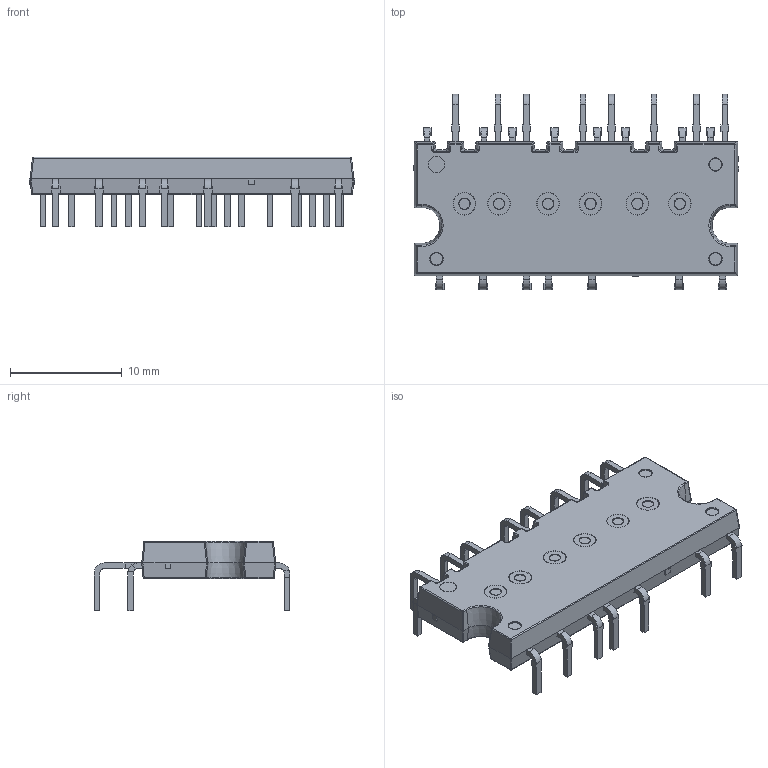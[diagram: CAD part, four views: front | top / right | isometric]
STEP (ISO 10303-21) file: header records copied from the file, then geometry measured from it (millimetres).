
FILE_DESCRIPTION(/* description */ (''),/* implementation_level */ '2;1');
FILE_NAME(/* name */ 'PG-DIP-23-5_Z8B00231620_V04_3D.stp',/* time_stamp */ '2022-06-15T17:07:21+06:00',/* author */ ('janartha'),/* organization */ (''),/* preprocessor_version */ 'ST-DEVELOPER v16.13',/* originating_system */ 'AutoCAD Mechanical',/* authorisation */ '');
FILE_SCHEMA (('AUTOMOTIVE_DESIGN { 1 0 10303 214 3 1 1 }'));
Length unit declared in the file: millimetre
Products named in the file (1): Product
Bounding box: 29.15 x 17.5 x 6.25 mm (x, y, z)
Volume: 1086 mm3; surface area: 1945.2 mm2
Topology: 42 solids, 42 shells, 995 faces, 2381 edges, 1503 vertices
Faces by surface type: plane 589, cylinder 258, torus 59, bspline 45, sphere 40, cone 4
Full cylindrical faces by diameter (mm): 0.289 x1, 0.58 x1, 1 x12, 1.2 x7, 1.5 x2, 2 x12
Entity records: 32068 total; most frequent: CARTESIAN_POINT 9081, DIRECTION 4818, ORIENTED_EDGE 4566, EDGE_CURVE 2283, AXIS2_PLACEMENT_3D 1624, LINE 1570, VECTOR 1570, VERTEX_POINT 1495
